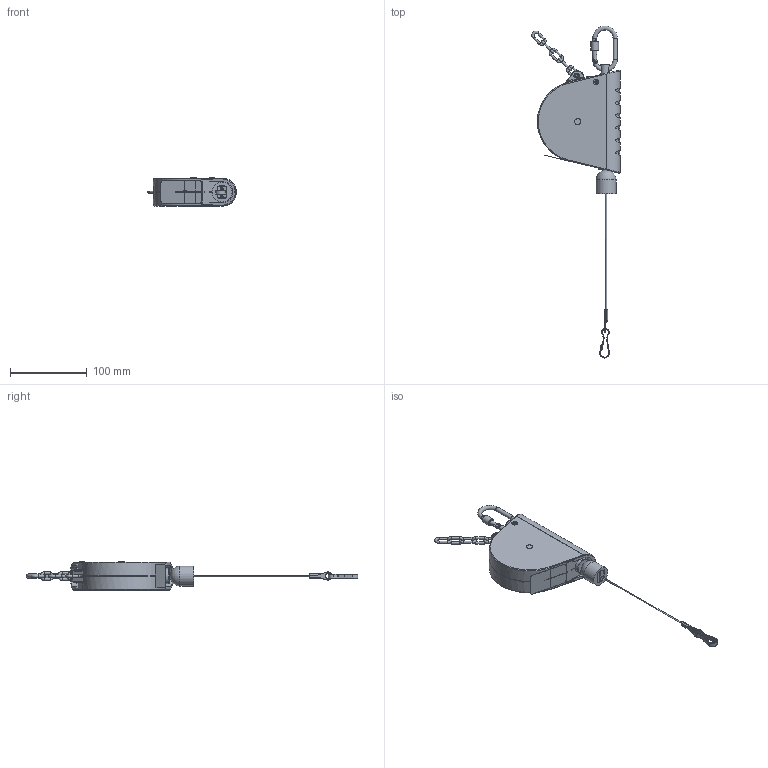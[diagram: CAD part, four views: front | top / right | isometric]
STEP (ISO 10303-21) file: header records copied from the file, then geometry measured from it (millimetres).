
FILE_DESCRIPTION(/* description */ (''),/* implementation_level */ '2;1');
FILE_NAME(/* name */ '7200080000.stp',/* time_stamp */ '2015-04-15T11:10:43+02:00',/* author */ ('Sebastian.Mueller'),/* organization */ (''),/* preprocessor_version */ 'ST-DEVELOPER v15.2',/* originating_system */ 'Autodesk Inventor 2014',/* authorisation */ '');
FILE_SCHEMA (('CONFIG_CONTROL_DESIGN'));
Length unit declared in the file: millimetre
Products named in the file (1): 002-7200080000-AE
Bounding box: 115.37 x 433.05 x 37.85 mm (x, y, z)
Volume: 6808.1 mm3; surface area: 58121.3 mm2
Topology: 28 solids, 29 shells, 865 faces, 2263 edges, 1450 vertices
Faces by surface type: plane 413, cylinder 271, bspline 100, torus 54, cone 24, sphere 3
Full cylindrical faces by diameter (mm): 1.25 x1, 1.5 x2, 2 x1, 2.1 x2, 2.3 x2, 2.7 x1, 3 x11, 3.2 x1, 4 x8, 4.1 x4, 4.8 x2, 4.959 x1, 5.5 x3, 6 x1, 6.6 x1, 6.7 x1, 6.8 x2, 7 x2, 7.3 x2, 8 x2, 8.1 x1, 10 x1, 11 x1, 11.2 x1, 19 x1, 20 x1, 26 x1
Entity records: 32507 total; most frequent: CARTESIAN_POINT 11557, ORIENTED_EDGE 4266, DIRECTION 3904, EDGE_CURVE 2129, AXIS2_PLACEMENT_3D 1428, VERTEX_POINT 1413, LINE 1048, VECTOR 1048
